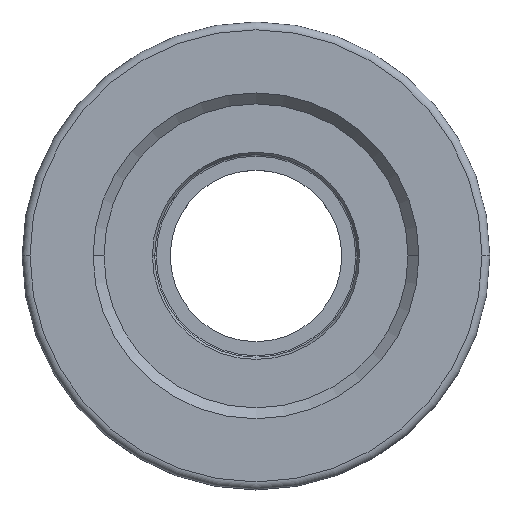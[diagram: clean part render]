
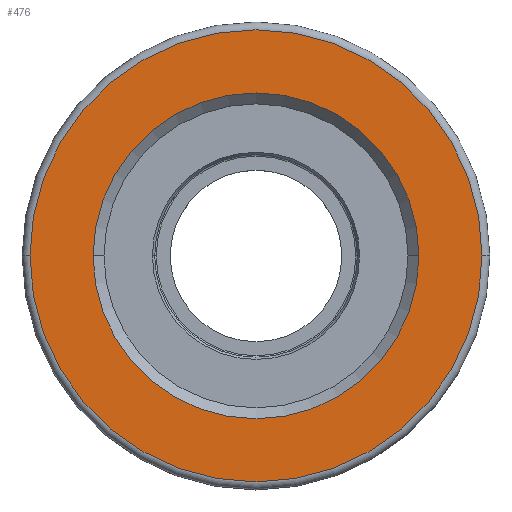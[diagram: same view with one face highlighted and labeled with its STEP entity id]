
A CAD part, top view. The second image highlights one B-rep face of the part: STEP entity #476.
In plain terms, the highlighted planar face has unit normal (0, 0, 1).
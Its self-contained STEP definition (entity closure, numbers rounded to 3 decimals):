
#14 = FACE_BOUND ( 'NONE', #118, .T. ) ;
#28 = CARTESIAN_POINT ( 'NONE',  ( 0., 0., 12. ) ) ;
#38 = EDGE_CURVE ( 'NONE', #243, #140, #255, .T. ) ;
#42 = DIRECTION ( 'NONE',  ( 1., 0., 0. ) ) ;
#79 = AXIS2_PLACEMENT_3D ( 'NONE', #1021, #767, #943 ) ;
#83 = CARTESIAN_POINT ( 'NONE',  ( 0., 0., 12. ) ) ;
#107 = EDGE_LOOP ( 'NONE', ( #269, #546 ) ) ;
#118 = EDGE_LOOP ( 'NONE', ( #454, #568 ) ) ;
#133 = AXIS2_PLACEMENT_3D ( 'NONE', #83, #421, #763 ) ;
#140 = VERTEX_POINT ( 'NONE', #443 ) ;
#169 = AXIS2_PLACEMENT_3D ( 'NONE', #708, #722, #291 ) ;
#243 = VERTEX_POINT ( 'NONE', #977 ) ;
#244 = CARTESIAN_POINT ( 'NONE',  ( 0., 0., 12. ) ) ;
#247 = DIRECTION ( 'NONE',  ( 1., 0., 0. ) ) ;
#255 = CIRCLE ( 'NONE', #133, 20.9 ) ;
#258 = AXIS2_PLACEMENT_3D ( 'NONE', #244, #673, #247 ) ;
#269 = ORIENTED_EDGE ( 'NONE', *, *, #270, .T. ) ;
#270 = EDGE_CURVE ( 'NONE', #956, #526, #737, .T. ) ;
#291 = DIRECTION ( 'NONE',  ( 1., 0., 0. ) ) ;
#421 = DIRECTION ( 'NONE',  ( 0., 0., 1. ) ) ;
#443 = CARTESIAN_POINT ( 'NONE',  ( 20.9, 0., 12. ) ) ;
#454 = ORIENTED_EDGE ( 'NONE', *, *, #954, .F. ) ;
#476 = ADVANCED_FACE ( 'NONE', ( #14, #939 ), #517, .F. ) ;
#517 = PLANE ( 'NONE',  #79 ) ;
#526 = VERTEX_POINT ( 'NONE', #1027 ) ;
#546 = ORIENTED_EDGE ( 'NONE', *, *, #994, .T. ) ;
#568 = ORIENTED_EDGE ( 'NONE', *, *, #38, .F. ) ;
#646 = CIRCLE ( 'NONE', #169, 20.9 ) ;
#673 = DIRECTION ( 'NONE',  ( 0., 0., 1. ) ) ;
#708 = CARTESIAN_POINT ( 'NONE',  ( 0., 0., 12. ) ) ;
#722 = DIRECTION ( 'NONE',  ( 0., 0., 1. ) ) ;
#736 = AXIS2_PLACEMENT_3D ( 'NONE', #28, #964, #42 ) ;
#737 = CIRCLE ( 'NONE', #258, 29. ) ;
#763 = DIRECTION ( 'NONE',  ( 1., 0., 0. ) ) ;
#767 = DIRECTION ( 'NONE',  ( 0., 0., -1. ) ) ;
#859 = CIRCLE ( 'NONE', #736, 29. ) ;
#939 = FACE_OUTER_BOUND ( 'NONE', #107, .T. ) ;
#943 = DIRECTION ( 'NONE',  ( -1., 0., 0. ) ) ;
#954 = EDGE_CURVE ( 'NONE', #140, #243, #646, .T. ) ;
#956 = VERTEX_POINT ( 'NONE', #1029 ) ;
#964 = DIRECTION ( 'NONE',  ( 0., 0., 1. ) ) ;
#977 = CARTESIAN_POINT ( 'NONE',  ( -20.9, 0., 12. ) ) ;
#994 = EDGE_CURVE ( 'NONE', #526, #956, #859, .T. ) ;
#1021 = CARTESIAN_POINT ( 'NONE',  ( 0., 20.9, 12. ) ) ;
#1027 = CARTESIAN_POINT ( 'NONE',  ( -29., 0., 12. ) ) ;
#1029 = CARTESIAN_POINT ( 'NONE',  ( 29., 0., 12. ) ) ;
